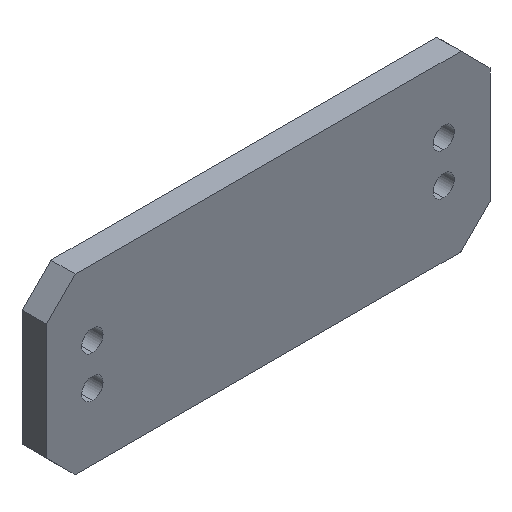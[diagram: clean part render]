
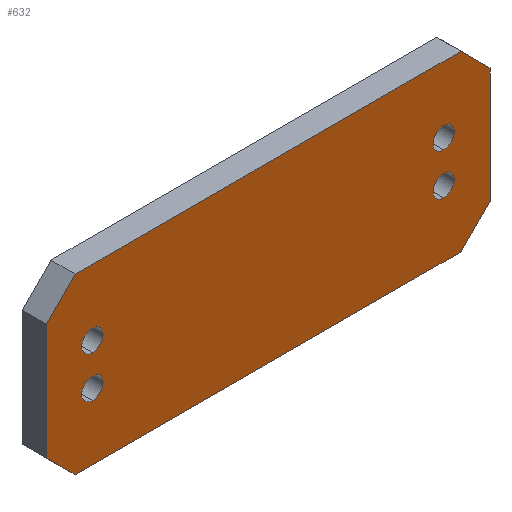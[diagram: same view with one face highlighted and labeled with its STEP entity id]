
A CAD part, isometric view. The second image highlights one B-rep face of the part: STEP entity #632.
In plain terms, the highlighted planar face has unit normal (0, -1, 0).
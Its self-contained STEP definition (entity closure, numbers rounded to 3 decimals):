
#4 = EDGE_LOOP ( 'NONE', ( #999, #1011, #908, #581, #1032, #896, #880, #403 ) ) ;
#11 = VERTEX_POINT ( 'NONE', #394 ) ;
#27 = CARTESIAN_POINT ( 'NONE',  ( 18.2, 0.337, -2.15 ) ) ;
#40 = CARTESIAN_POINT ( 'NONE',  ( -18.2, 0.337, 1.05 ) ) ;
#48 = VECTOR ( 'NONE', #103, 1000. ) ;
#62 = CIRCLE ( 'NONE', #720, 1.1 ) ;
#64 = LINE ( 'NONE', #264, #1044 ) ;
#65 = EDGE_CURVE ( 'NONE', #844, #384, #788, .T. ) ;
#70 = EDGE_CURVE ( 'NONE', #574, #232, #881, .T. ) ;
#74 = VERTEX_POINT ( 'NONE', #905 ) ;
#92 = LINE ( 'NONE', #676, #925 ) ;
#95 = AXIS2_PLACEMENT_3D ( 'NONE', #485, #1047, #575 ) ;
#103 = DIRECTION ( 'NONE',  ( 0., 0., 1. ) ) ;
#109 = AXIS2_PLACEMENT_3D ( 'NONE', #411, #837, #907 ) ;
#115 = DIRECTION ( 'NONE',  ( 0., -1., 0. ) ) ;
#123 = DIRECTION ( 'NONE',  ( 0.707, 0., 0.707 ) ) ;
#126 = DIRECTION ( 'NONE',  ( 0., 0., 1. ) ) ;
#130 = CARTESIAN_POINT ( 'NONE',  ( -20., 0.337, -9. ) ) ;
#155 = EDGE_CURVE ( 'NONE', #423, #987, #861, .T. ) ;
#157 = EDGE_LOOP ( 'NONE', ( #924, #657 ) ) ;
#159 = DIRECTION ( 'NONE',  ( 0., -1., 0. ) ) ;
#160 = VERTEX_POINT ( 'NONE', #361 ) ;
#167 = CARTESIAN_POINT ( 'NONE',  ( -18.2, 0.337, 2.15 ) ) ;
#192 = CARTESIAN_POINT ( 'NONE',  ( 23., 0.337, 9. ) ) ;
#212 = FACE_BOUND ( 'NONE', #157, .T. ) ;
#214 = CARTESIAN_POINT ( 'NONE',  ( -23., 0.337, 6. ) ) ;
#225 = ORIENTED_EDGE ( 'NONE', *, *, #70, .F. ) ;
#232 = VERTEX_POINT ( 'NONE', #836 ) ;
#249 = FACE_BOUND ( 'NONE', #653, .T. ) ;
#253 = VECTOR ( 'NONE', #810, 1000. ) ;
#254 = CIRCLE ( 'NONE', #109, 1.1 ) ;
#255 = CARTESIAN_POINT ( 'NONE',  ( 18.2, 0.337, -1.05 ) ) ;
#264 = CARTESIAN_POINT ( 'NONE',  ( -23., 0.337, -9. ) ) ;
#274 = DIRECTION ( 'NONE',  ( 0., 0., 1. ) ) ;
#281 = CARTESIAN_POINT ( 'NONE',  ( 20., 0.337, 9. ) ) ;
#294 = ORIENTED_EDGE ( 'NONE', *, *, #794, .F. ) ;
#303 = VERTEX_POINT ( 'NONE', #998 ) ;
#321 = EDGE_CURVE ( 'NONE', #1033, #1045, #62, .T. ) ;
#326 = ORIENTED_EDGE ( 'NONE', *, *, #573, .F. ) ;
#339 = VERTEX_POINT ( 'NONE', #281 ) ;
#340 = CARTESIAN_POINT ( 'NONE',  ( 18.2, 0.337, 2.15 ) ) ;
#348 = CARTESIAN_POINT ( 'NONE',  ( 18.2, 0.337, -2.15 ) ) ;
#353 = DIRECTION ( 'NONE',  ( 0., 0., -1. ) ) ;
#359 = LINE ( 'NONE', #374, #978 ) ;
#361 = CARTESIAN_POINT ( 'NONE',  ( -18.2, 0.337, -3.25 ) ) ;
#364 = AXIS2_PLACEMENT_3D ( 'NONE', #898, #159, #722 ) ;
#374 = CARTESIAN_POINT ( 'NONE',  ( 14.5, 0.337, 14.5 ) ) ;
#379 = DIRECTION ( 'NONE',  ( 1., 0., 0. ) ) ;
#384 = VERTEX_POINT ( 'NONE', #130 ) ;
#394 = CARTESIAN_POINT ( 'NONE',  ( 18.2, 0.337, 3.25 ) ) ;
#396 = FACE_OUTER_BOUND ( 'NONE', #4, .T. ) ;
#403 = ORIENTED_EDGE ( 'NONE', *, *, #446, .T. ) ;
#405 = LINE ( 'NONE', #418, #1036 ) ;
#406 = DIRECTION ( 'NONE',  ( 0., -1., 0. ) ) ;
#409 = AXIS2_PLACEMENT_3D ( 'NONE', #481, #721, #725 ) ;
#410 = CIRCLE ( 'NONE', #364, 1.1 ) ;
#411 = CARTESIAN_POINT ( 'NONE',  ( 18.2, 0.337, 2.15 ) ) ;
#415 = CARTESIAN_POINT ( 'NONE',  ( -18.2, 0.337, -1.05 ) ) ;
#418 = CARTESIAN_POINT ( 'NONE',  ( -23., 0.337, 9. ) ) ;
#419 = LINE ( 'NONE', #915, #801 ) ;
#421 = DIRECTION ( 'NONE',  ( -0.707, 0., -0.707 ) ) ;
#423 = VERTEX_POINT ( 'NONE', #525 ) ;
#428 = CARTESIAN_POINT ( 'NONE',  ( 20., 0.337, -9. ) ) ;
#437 = DIRECTION ( 'NONE',  ( 0., 0., -1. ) ) ;
#446 = EDGE_CURVE ( 'NONE', #942, #74, #92, .T. ) ;
#457 = CIRCLE ( 'NONE', #858, 1.1 ) ;
#470 = CARTESIAN_POINT ( 'NONE',  ( -14.5, 0.337, -14.5 ) ) ;
#481 = CARTESIAN_POINT ( 'NONE',  ( 0., 0.337, 0. ) ) ;
#482 = EDGE_CURVE ( 'NONE', #894, #339, #359, .T. ) ;
#483 = CIRCLE ( 'NONE', #95, 1.1 ) ;
#485 = CARTESIAN_POINT ( 'NONE',  ( -18.2, 0.337, -2.15 ) ) ;
#488 = AXIS2_PLACEMENT_3D ( 'NONE', #27, #115, #274 ) ;
#497 = EDGE_CURVE ( 'NONE', #592, #160, #410, .T. ) ;
#511 = CARTESIAN_POINT ( 'NONE',  ( 23., 0.337, 6. ) ) ;
#513 = AXIS2_PLACEMENT_3D ( 'NONE', #348, #757, #914 ) ;
#525 = CARTESIAN_POINT ( 'NONE',  ( -20., 0.337, 9. ) ) ;
#530 = CARTESIAN_POINT ( 'NONE',  ( -18.2, 0.337, 2.15 ) ) ;
#540 = CARTESIAN_POINT ( 'NONE',  ( -23., 0.337, -6. ) ) ;
#548 = CARTESIAN_POINT ( 'NONE',  ( -18.2, 0.337, 3.25 ) ) ;
#561 = EDGE_CURVE ( 'NONE', #160, #592, #483, .T. ) ;
#573 = EDGE_CURVE ( 'NONE', #303, #11, #457, .T. ) ;
#574 = VERTEX_POINT ( 'NONE', #255 ) ;
#575 = DIRECTION ( 'NONE',  ( 0., 0., -1. ) ) ;
#576 = VECTOR ( 'NONE', #421, 1000. ) ;
#580 = EDGE_LOOP ( 'NONE', ( #326, #294 ) ) ;
#581 = ORIENTED_EDGE ( 'NONE', *, *, #155, .T. ) ;
#592 = VERTEX_POINT ( 'NONE', #415 ) ;
#608 = LINE ( 'NONE', #192, #48 ) ;
#625 = EDGE_LOOP ( 'NONE', ( #982, #1037 ) ) ;
#632 = ADVANCED_FACE ( 'NONE', ( #212, #934, #249, #712, #396 ), #974, .T. ) ;
#650 = CIRCLE ( 'NONE', #664, 1.1 ) ;
#653 = EDGE_LOOP ( 'NONE', ( #730, #225 ) ) ;
#657 = ORIENTED_EDGE ( 'NONE', *, *, #321, .F. ) ;
#664 = AXIS2_PLACEMENT_3D ( 'NONE', #167, #733, #900 ) ;
#667 = DIRECTION ( 'NONE',  ( -1., 0., 0. ) ) ;
#676 = CARTESIAN_POINT ( 'NONE',  ( 14.5, 0.337, -14.5 ) ) ;
#689 = DIRECTION ( 'NONE',  ( 0., -1., 0. ) ) ;
#693 = CIRCLE ( 'NONE', #488, 1.1 ) ;
#712 = FACE_BOUND ( 'NONE', #580, .T. ) ;
#720 = AXIS2_PLACEMENT_3D ( 'NONE', #530, #689, #126 ) ;
#721 = DIRECTION ( 'NONE',  ( 0., -1., 0. ) ) ;
#722 = DIRECTION ( 'NONE',  ( 0., 0., -1. ) ) ;
#725 = DIRECTION ( 'NONE',  ( 0., 0., -1. ) ) ;
#726 = EDGE_CURVE ( 'NONE', #1045, #1033, #650, .T. ) ;
#730 = ORIENTED_EDGE ( 'NONE', *, *, #949, .F. ) ;
#733 = DIRECTION ( 'NONE',  ( 0., -1., 0. ) ) ;
#757 = DIRECTION ( 'NONE',  ( 0., -1., 0. ) ) ;
#783 = DIRECTION ( 'NONE',  ( -0.707, 0., 0.707 ) ) ;
#788 = LINE ( 'NONE', #470, #253 ) ;
#794 = EDGE_CURVE ( 'NONE', #11, #303, #254, .T. ) ;
#801 = VECTOR ( 'NONE', #667, 1000. ) ;
#810 = DIRECTION ( 'NONE',  ( 0.707, 0., -0.707 ) ) ;
#836 = CARTESIAN_POINT ( 'NONE',  ( 18.2, 0.337, -3.25 ) ) ;
#837 = DIRECTION ( 'NONE',  ( 0., -1., 0. ) ) ;
#838 = CARTESIAN_POINT ( 'NONE',  ( -14.5, 0.337, 14.5 ) ) ;
#844 = VERTEX_POINT ( 'NONE', #540 ) ;
#858 = AXIS2_PLACEMENT_3D ( 'NONE', #340, #406, #437 ) ;
#861 = LINE ( 'NONE', #838, #576 ) ;
#880 = ORIENTED_EDGE ( 'NONE', *, *, #989, .T. ) ;
#881 = CIRCLE ( 'NONE', #513, 1.1 ) ;
#894 = VERTEX_POINT ( 'NONE', #511 ) ;
#896 = ORIENTED_EDGE ( 'NONE', *, *, #65, .T. ) ;
#898 = CARTESIAN_POINT ( 'NONE',  ( -18.2, 0.337, -2.15 ) ) ;
#900 = DIRECTION ( 'NONE',  ( 0., 0., 1. ) ) ;
#905 = CARTESIAN_POINT ( 'NONE',  ( 23., 0.337, -6. ) ) ;
#907 = DIRECTION ( 'NONE',  ( 0., 0., -1. ) ) ;
#908 = ORIENTED_EDGE ( 'NONE', *, *, #911, .T. ) ;
#911 = EDGE_CURVE ( 'NONE', #339, #423, #419, .T. ) ;
#914 = DIRECTION ( 'NONE',  ( 0., 0., 1. ) ) ;
#915 = CARTESIAN_POINT ( 'NONE',  ( -23., 0.337, 9. ) ) ;
#924 = ORIENTED_EDGE ( 'NONE', *, *, #726, .F. ) ;
#925 = VECTOR ( 'NONE', #123, 1000. ) ;
#934 = FACE_BOUND ( 'NONE', #625, .T. ) ;
#940 = EDGE_CURVE ( 'NONE', #987, #844, #405, .T. ) ;
#942 = VERTEX_POINT ( 'NONE', #428 ) ;
#949 = EDGE_CURVE ( 'NONE', #232, #574, #693, .T. ) ;
#952 = EDGE_CURVE ( 'NONE', #74, #894, #608, .T. ) ;
#974 = PLANE ( 'NONE',  #409 ) ;
#978 = VECTOR ( 'NONE', #783, 1000. ) ;
#982 = ORIENTED_EDGE ( 'NONE', *, *, #561, .F. ) ;
#987 = VERTEX_POINT ( 'NONE', #214 ) ;
#989 = EDGE_CURVE ( 'NONE', #384, #942, #64, .T. ) ;
#998 = CARTESIAN_POINT ( 'NONE',  ( 18.2, 0.337, 1.05 ) ) ;
#999 = ORIENTED_EDGE ( 'NONE', *, *, #952, .T. ) ;
#1011 = ORIENTED_EDGE ( 'NONE', *, *, #482, .T. ) ;
#1032 = ORIENTED_EDGE ( 'NONE', *, *, #940, .T. ) ;
#1033 = VERTEX_POINT ( 'NONE', #548 ) ;
#1036 = VECTOR ( 'NONE', #353, 1000. ) ;
#1037 = ORIENTED_EDGE ( 'NONE', *, *, #497, .F. ) ;
#1044 = VECTOR ( 'NONE', #379, 1000. ) ;
#1045 = VERTEX_POINT ( 'NONE', #40 ) ;
#1047 = DIRECTION ( 'NONE',  ( 0., -1., 0. ) ) ;
